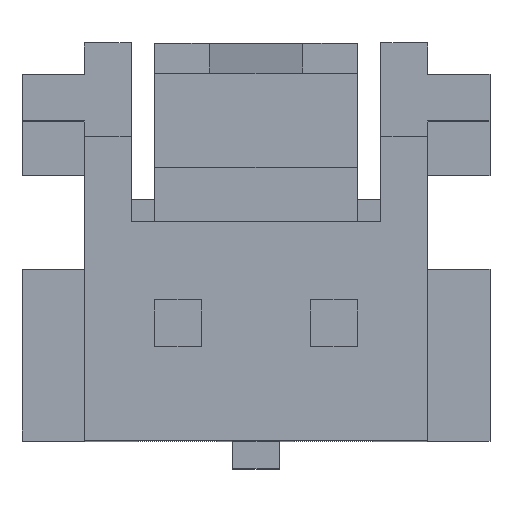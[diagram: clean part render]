
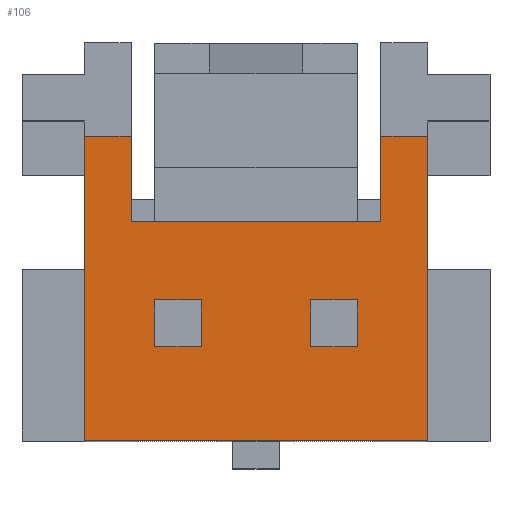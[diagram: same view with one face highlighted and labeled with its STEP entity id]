
A CAD part, top view. The second image highlights one B-rep face of the part: STEP entity #106.
In plain terms, the highlighted planar face has unit normal (0, 0, 1).
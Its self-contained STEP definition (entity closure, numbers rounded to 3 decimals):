
#71 = VERTEX_POINT ( 'NONE', #1345 ) ;
#72 = ORIENTED_EDGE ( 'NONE', *, *, #105, .F. ) ;
#97 = EDGE_CURVE ( 'NONE', #128, #212, #1395, .T. ) ;
#104 = VERTEX_POINT ( 'NONE', #1420 ) ;
#105 = EDGE_CURVE ( 'NONE', #104, #71, #1471, .T. ) ;
#106 = ADVANCED_FACE ( 'NONE', ( #1467, #1466, #1465 ), #1450, .F. ) ;
#107 = EDGE_LOOP ( 'NONE', ( #72, #307, #310, #313 ) ) ;
#128 = VERTEX_POINT ( 'NONE', #1507 ) ;
#191 = EDGE_CURVE ( 'NONE', #192, #215, #1664, .T. ) ;
#192 = VERTEX_POINT ( 'NONE', #1660 ) ;
#212 = VERTEX_POINT ( 'NONE', #1691 ) ;
#214 = EDGE_CURVE ( 'NONE', #212, #215, #1690, .T. ) ;
#215 = VERTEX_POINT ( 'NONE', #1686 ) ;
#293 = EDGE_CURVE ( 'NONE', #294, #318, #1860, .T. ) ;
#294 = VERTEX_POINT ( 'NONE', #1856 ) ;
#295 = ORIENTED_EDGE ( 'NONE', *, *, #296, .F. ) ;
#296 = EDGE_CURVE ( 'NONE', #297, #294, #1396, .T. ) ;
#297 = VERTEX_POINT ( 'NONE', #1916 ) ;
#298 = ORIENTED_EDGE ( 'NONE', *, *, #299, .F. ) ;
#299 = EDGE_CURVE ( 'NONE', #319, #297, #1915, .T. ) ;
#300 = EDGE_LOOP ( 'NONE', ( #301, #302, #303, #304, #368, #370, #371, #374 ) ) ;
#301 = ORIENTED_EDGE ( 'NONE', *, *, #191, .T. ) ;
#302 = ORIENTED_EDGE ( 'NONE', *, *, #214, .F. ) ;
#303 = ORIENTED_EDGE ( 'NONE', *, *, #97, .F. ) ;
#304 = ORIENTED_EDGE ( 'NONE', *, *, #305, .T. ) ;
#305 = EDGE_CURVE ( 'NONE', #128, #306, #1911, .T. ) ;
#306 = VERTEX_POINT ( 'NONE', #1907 ) ;
#307 = ORIENTED_EDGE ( 'NONE', *, *, #308, .F. ) ;
#308 = EDGE_CURVE ( 'NONE', #309, #104, #1906, .T. ) ;
#309 = VERTEX_POINT ( 'NONE', #1902 ) ;
#310 = ORIENTED_EDGE ( 'NONE', *, *, #311, .F. ) ;
#311 = EDGE_CURVE ( 'NONE', #312, #309, #1901, .T. ) ;
#312 = VERTEX_POINT ( 'NONE', #1897 ) ;
#313 = ORIENTED_EDGE ( 'NONE', *, *, #314, .F. ) ;
#314 = EDGE_CURVE ( 'NONE', #71, #312, #1896, .T. ) ;
#315 = EDGE_LOOP ( 'NONE', ( #316, #320, #295, #298 ) ) ;
#316 = ORIENTED_EDGE ( 'NONE', *, *, #317, .F. ) ;
#317 = EDGE_CURVE ( 'NONE', #318, #319, #1892, .T. ) ;
#318 = VERTEX_POINT ( 'NONE', #1888 ) ;
#319 = VERTEX_POINT ( 'NONE', #1887 ) ;
#320 = ORIENTED_EDGE ( 'NONE', *, *, #293, .F. ) ;
#368 = ORIENTED_EDGE ( 'NONE', *, *, #369, .T. ) ;
#369 = EDGE_CURVE ( 'NONE', #306, #4569, #2010, .T. ) ;
#370 = ORIENTED_EDGE ( 'NONE', *, *, #4570, .T. ) ;
#371 = ORIENTED_EDGE ( 'NONE', *, *, #372, .T. ) ;
#372 = EDGE_CURVE ( 'NONE', #4564, #373, #2006, .T. ) ;
#373 = VERTEX_POINT ( 'NONE', #2060 ) ;
#374 = ORIENTED_EDGE ( 'NONE', *, *, #375, .T. ) ;
#375 = EDGE_CURVE ( 'NONE', #373, #192, #2058, .T. ) ;
#1345 = CARTESIAN_POINT ( 'NONE',  ( -3.5, 1.8, 0. ) ) ;
#1390 = VECTOR ( 'NONE', #1623, 1000. ) ;
#1391 = CARTESIAN_POINT ( 'NONE',  ( -0.9, 1.2, 0. ) ) ;
#1392 = DIRECTION ( 'NONE',  ( 0., -1., 0. ) ) ;
#1393 = VECTOR ( 'NONE', #1392, 1000. ) ;
#1394 = CARTESIAN_POINT ( 'NONE',  ( 0., 2.8, 0. ) ) ;
#1395 = LINE ( 'NONE', #1394, #1393 ) ;
#1396 = LINE ( 'NONE', #1391, #1390 ) ;
#1420 = CARTESIAN_POINT ( 'NONE',  ( -2.9, 1.8, 0. ) ) ;
#1446 = DIRECTION ( 'NONE',  ( -1., 0., 0. ) ) ;
#1447 = DIRECTION ( 'NONE',  ( 0., 0., -1. ) ) ;
#1448 = CARTESIAN_POINT ( 'NONE',  ( 0., 2.8, 0. ) ) ;
#1449 = AXIS2_PLACEMENT_3D ( 'NONE', #1448, #1447, #1446 ) ;
#1450 = PLANE ( 'NONE',  #1449 ) ;
#1465 = FACE_OUTER_BOUND ( 'NONE', #300, .T. ) ;
#1466 = FACE_BOUND ( 'NONE', #315, .T. ) ;
#1467 = FACE_BOUND ( 'NONE', #107, .T. ) ;
#1468 = DIRECTION ( 'NONE',  ( -1., 0., 0. ) ) ;
#1469 = VECTOR ( 'NONE', #1468, 1000. ) ;
#1470 = CARTESIAN_POINT ( 'NONE',  ( -2.9, 1.8, 0. ) ) ;
#1471 = LINE ( 'NONE', #1470, #1469 ) ;
#1507 = CARTESIAN_POINT ( 'NONE',  ( 0., 3.9, 0. ) ) ;
#1623 = DIRECTION ( 'NONE',  ( 1., 0., 0. ) ) ;
#1660 = CARTESIAN_POINT ( 'NONE',  ( -4.4, 3.9, 0. ) ) ;
#1661 = DIRECTION ( 'NONE',  ( 0., -1., 0. ) ) ;
#1662 = VECTOR ( 'NONE', #1661, 1000. ) ;
#1663 = CARTESIAN_POINT ( 'NONE',  ( -4.4, 2.8, 0. ) ) ;
#1664 = LINE ( 'NONE', #1663, #1662 ) ;
#1686 = CARTESIAN_POINT ( 'NONE',  ( -4.4, 0., 0. ) ) ;
#1687 = DIRECTION ( 'NONE',  ( -1., 0., 0. ) ) ;
#1688 = VECTOR ( 'NONE', #1687, 1000. ) ;
#1689 = CARTESIAN_POINT ( 'NONE',  ( 0., 0., 0. ) ) ;
#1690 = LINE ( 'NONE', #1689, #1688 ) ;
#1691 = CARTESIAN_POINT ( 'NONE',  ( 0., 0., 0. ) ) ;
#1856 = CARTESIAN_POINT ( 'NONE',  ( -0.9, 1.2, 0. ) ) ;
#1857 = DIRECTION ( 'NONE',  ( 0., 1., 0. ) ) ;
#1858 = VECTOR ( 'NONE', #1857, 1000. ) ;
#1859 = CARTESIAN_POINT ( 'NONE',  ( -0.9, 1.8, 0. ) ) ;
#1860 = LINE ( 'NONE', #1859, #1858 ) ;
#1887 = CARTESIAN_POINT ( 'NONE',  ( -1.5, 1.8, 0. ) ) ;
#1888 = CARTESIAN_POINT ( 'NONE',  ( -0.9, 1.8, 0. ) ) ;
#1889 = DIRECTION ( 'NONE',  ( -1., 0., 0. ) ) ;
#1890 = VECTOR ( 'NONE', #1889, 1000. ) ;
#1891 = CARTESIAN_POINT ( 'NONE',  ( -0.9, 1.8, 0. ) ) ;
#1892 = LINE ( 'NONE', #1891, #1890 ) ;
#1893 = DIRECTION ( 'NONE',  ( 0., -1., 0. ) ) ;
#1894 = VECTOR ( 'NONE', #1893, 1000. ) ;
#1895 = CARTESIAN_POINT ( 'NONE',  ( -3.5, 1.8, 0. ) ) ;
#1896 = LINE ( 'NONE', #1895, #1894 ) ;
#1897 = CARTESIAN_POINT ( 'NONE',  ( -3.5, 1.2, 0. ) ) ;
#1898 = DIRECTION ( 'NONE',  ( 1., 0., 0. ) ) ;
#1899 = VECTOR ( 'NONE', #1898, 1000. ) ;
#1900 = CARTESIAN_POINT ( 'NONE',  ( -2.9, 1.2, 0. ) ) ;
#1901 = LINE ( 'NONE', #1900, #1899 ) ;
#1902 = CARTESIAN_POINT ( 'NONE',  ( -2.9, 1.2, 0. ) ) ;
#1903 = DIRECTION ( 'NONE',  ( 0., 1., 0. ) ) ;
#1904 = VECTOR ( 'NONE', #1903, 1000. ) ;
#1905 = CARTESIAN_POINT ( 'NONE',  ( -2.9, 1.8, 0. ) ) ;
#1906 = LINE ( 'NONE', #1905, #1904 ) ;
#1907 = CARTESIAN_POINT ( 'NONE',  ( -0.6, 3.9, 0. ) ) ;
#1908 = DIRECTION ( 'NONE',  ( -1., 0., 0. ) ) ;
#1909 = VECTOR ( 'NONE', #1908, 1000. ) ;
#1910 = CARTESIAN_POINT ( 'NONE',  ( 0., 3.9, 0. ) ) ;
#1911 = LINE ( 'NONE', #1910, #1909 ) ;
#1912 = DIRECTION ( 'NONE',  ( 0., -1., 0. ) ) ;
#1913 = VECTOR ( 'NONE', #1912, 1000. ) ;
#1914 = CARTESIAN_POINT ( 'NONE',  ( -1.5, 1.8, 0. ) ) ;
#1915 = LINE ( 'NONE', #1914, #1913 ) ;
#1916 = CARTESIAN_POINT ( 'NONE',  ( -1.5, 1.2, 0. ) ) ;
#2003 = DIRECTION ( 'NONE',  ( 0., 1., 0. ) ) ;
#2004 = VECTOR ( 'NONE', #2003, 1000. ) ;
#2005 = CARTESIAN_POINT ( 'NONE',  ( -3.8, 2.8, 0. ) ) ;
#2006 = LINE ( 'NONE', #2005, #2004 ) ;
#2007 = DIRECTION ( 'NONE',  ( 0., -1., 0. ) ) ;
#2008 = VECTOR ( 'NONE', #2007, 1000. ) ;
#2009 = CARTESIAN_POINT ( 'NONE',  ( -0.6, 2.8, 0. ) ) ;
#2010 = LINE ( 'NONE', #2009, #2008 ) ;
#2055 = DIRECTION ( 'NONE',  ( -1., 0., 0. ) ) ;
#2056 = VECTOR ( 'NONE', #2055, 1000. ) ;
#2057 = CARTESIAN_POINT ( 'NONE',  ( -4.4, 3.9, 0. ) ) ;
#2058 = LINE ( 'NONE', #2057, #2056 ) ;
#2060 = CARTESIAN_POINT ( 'NONE',  ( -3.8, 3.9, 0. ) ) ;
#4481 = DIRECTION ( 'NONE',  ( -1., 0., 0. ) ) ;
#4482 = VECTOR ( 'NONE', #4481, 1000. ) ;
#4483 = CARTESIAN_POINT ( 'NONE',  ( 0., 2.8, 0. ) ) ;
#4484 = LINE ( 'NONE', #4483, #4482 ) ;
#4486 = CARTESIAN_POINT ( 'NONE',  ( -0.6, 2.8, 0. ) ) ;
#4492 = CARTESIAN_POINT ( 'NONE',  ( -3.8, 2.8, 0. ) ) ;
#4564 = VERTEX_POINT ( 'NONE', #4492 ) ;
#4569 = VERTEX_POINT ( 'NONE', #4486 ) ;
#4570 = EDGE_CURVE ( 'NONE', #4569, #4564, #4484, .T. ) ;
